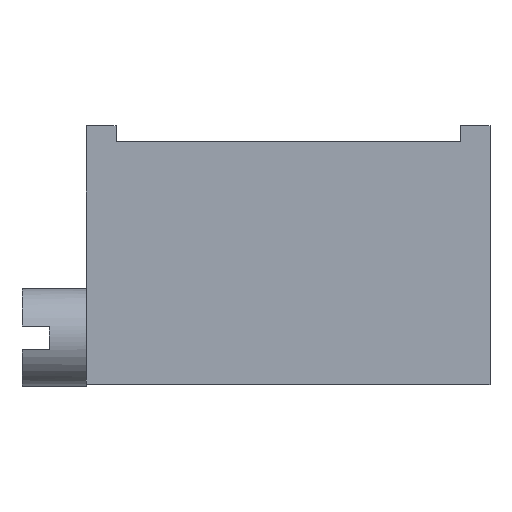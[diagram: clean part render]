
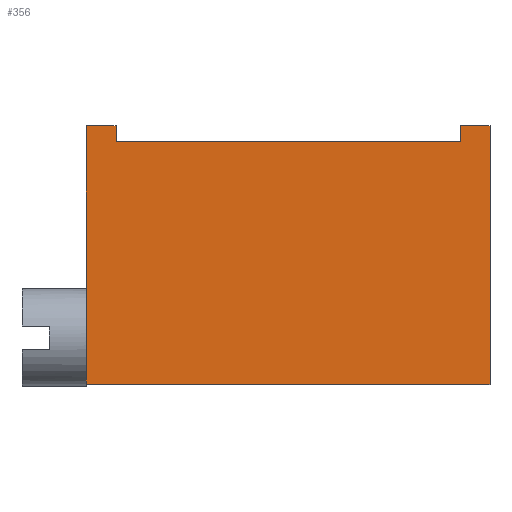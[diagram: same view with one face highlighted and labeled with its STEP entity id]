
A CAD part, top view. The second image highlights one B-rep face of the part: STEP entity #356.
In plain terms, the highlighted planar face has unit normal (0, 0, 1).
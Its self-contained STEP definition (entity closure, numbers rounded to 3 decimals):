
#58 = VERTEX_POINT('',#59);
#59 = CARTESIAN_POINT('',(-7.305,-2.808,10.03));
#85 = VERTEX_POINT('',#86);
#86 = CARTESIAN_POINT('',(-7.305,-3.372,10.03));
#237 = EDGE_CURVE('',#58,#85,#238,.T.);
#238 = LINE('',#239,#240);
#239 = CARTESIAN_POINT('',(-7.305,1.91,10.03));
#240 = VECTOR('',#241,1.);
#241 = DIRECTION('',(0.,-1.,0.));
#251 = EDGE_CURVE('',#85,#252,#254,.T.);
#252 = VERTEX_POINT('',#253);
#253 = CARTESIAN_POINT('',(-7.305,-4.19,10.03));
#254 = LINE('',#255,#256);
#255 = CARTESIAN_POINT('',(-7.305,1.91,10.03));
#256 = VECTOR('',#257,1.);
#257 = DIRECTION('',(0.,-1.,0.));
#289 = EDGE_CURVE('',#290,#58,#292,.T.);
#290 = VERTEX_POINT('',#291);
#291 = CARTESIAN_POINT('',(-7.305,1.91,10.03));
#292 = LINE('',#293,#294);
#293 = CARTESIAN_POINT('',(-7.305,1.91,10.03));
#294 = VECTOR('',#295,1.);
#295 = DIRECTION('',(0.,-1.,0.));
#356 = ADVANCED_FACE('',(#357),#416,.T.);
#357 = FACE_BOUND('',#358,.T.);
#358 = EDGE_LOOP('',(#359,#367,#375,#383,#391,#399,#407,#413,#414,#415)
  );
#359 = ORIENTED_EDGE('',*,*,#360,.T.);
#360 = EDGE_CURVE('',#252,#361,#363,.T.);
#361 = VERTEX_POINT('',#362);
#362 = CARTESIAN_POINT('',(2.225,-4.19,10.03));
#363 = LINE('',#364,#365);
#364 = CARTESIAN_POINT('',(-7.305,-4.19,10.03));
#365 = VECTOR('',#366,1.);
#366 = DIRECTION('',(1.,0.,0.));
#367 = ORIENTED_EDGE('',*,*,#368,.F.);
#368 = EDGE_CURVE('',#369,#361,#371,.T.);
#369 = VERTEX_POINT('',#370);
#370 = CARTESIAN_POINT('',(2.225,1.91,10.03));
#371 = LINE('',#372,#373);
#372 = CARTESIAN_POINT('',(2.225,1.53,10.03));
#373 = VECTOR('',#374,1.);
#374 = DIRECTION('',(0.,-1.,0.));
#375 = ORIENTED_EDGE('',*,*,#376,.F.);
#376 = EDGE_CURVE('',#377,#369,#379,.T.);
#377 = VERTEX_POINT('',#378);
#378 = CARTESIAN_POINT('',(1.525,1.91,10.03));
#379 = LINE('',#380,#381);
#380 = CARTESIAN_POINT('',(1.525,1.91,10.03));
#381 = VECTOR('',#382,1.);
#382 = DIRECTION('',(1.,0.,0.));
#383 = ORIENTED_EDGE('',*,*,#384,.T.);
#384 = EDGE_CURVE('',#377,#385,#387,.T.);
#385 = VERTEX_POINT('',#386);
#386 = CARTESIAN_POINT('',(1.525,1.53,10.03));
#387 = LINE('',#388,#389);
#388 = CARTESIAN_POINT('',(1.525,1.91,10.03));
#389 = VECTOR('',#390,1.);
#390 = DIRECTION('',(0.,-1.,0.));
#391 = ORIENTED_EDGE('',*,*,#392,.F.);
#392 = EDGE_CURVE('',#393,#385,#395,.T.);
#393 = VERTEX_POINT('',#394);
#394 = CARTESIAN_POINT('',(-6.605,1.53,10.03));
#395 = LINE('',#396,#397);
#396 = CARTESIAN_POINT('',(-7.305,1.53,10.03));
#397 = VECTOR('',#398,1.);
#398 = DIRECTION('',(1.,0.,0.));
#399 = ORIENTED_EDGE('',*,*,#400,.F.);
#400 = EDGE_CURVE('',#401,#393,#403,.T.);
#401 = VERTEX_POINT('',#402);
#402 = CARTESIAN_POINT('',(-6.605,1.91,10.03));
#403 = LINE('',#404,#405);
#404 = CARTESIAN_POINT('',(-6.605,1.91,10.03));
#405 = VECTOR('',#406,1.);
#406 = DIRECTION('',(0.,-1.,0.));
#407 = ORIENTED_EDGE('',*,*,#408,.F.);
#408 = EDGE_CURVE('',#290,#401,#409,.T.);
#409 = LINE('',#410,#411);
#410 = CARTESIAN_POINT('',(-7.305,1.91,10.03));
#411 = VECTOR('',#412,1.);
#412 = DIRECTION('',(1.,0.,0.));
#413 = ORIENTED_EDGE('',*,*,#289,.T.);
#414 = ORIENTED_EDGE('',*,*,#237,.T.);
#415 = ORIENTED_EDGE('',*,*,#251,.T.);
#416 = PLANE('',#417);
#417 = AXIS2_PLACEMENT_3D('',#418,#419,#420);
#418 = CARTESIAN_POINT('',(-2.54,-1.169,10.03));
#419 = DIRECTION('',(-0.,0.,1.));
#420 = DIRECTION('',(0.,1.,0.));
